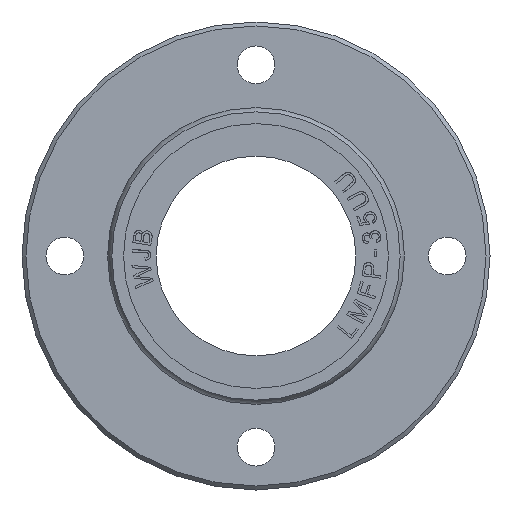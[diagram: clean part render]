
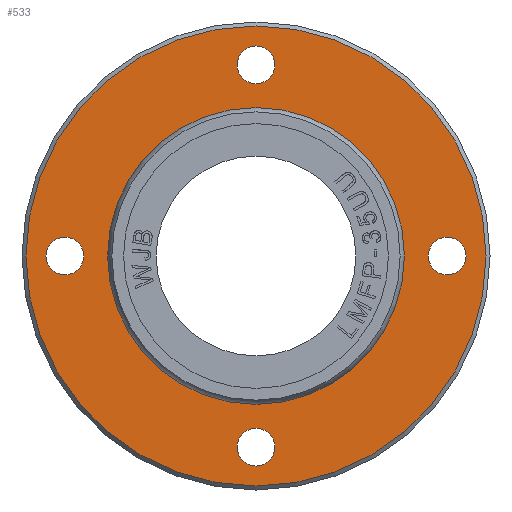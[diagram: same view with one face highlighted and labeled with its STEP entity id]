
A CAD part, left-side view. The second image highlights one B-rep face of the part: STEP entity #533.
In plain terms, the highlighted planar face has unit normal (-1, 0, 0).
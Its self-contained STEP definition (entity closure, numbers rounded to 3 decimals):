
#533=ADVANCED_FACE('',(#1255,#1256,#1257,#1258,#1259,#1260),#899,.T.);
#899=PLANE('',#6698);
#1156=CIRCLE('',#6689,40.3);
#1158=CIRCLE('',#6693,25.714);
#1159=CIRCLE('',#6694,3.3);
#1160=CIRCLE('',#6695,3.3);
#1161=CIRCLE('',#6696,3.3);
#1162=CIRCLE('',#6697,3.3);
#1255=FACE_BOUND('',#1374,.T.);
#1256=FACE_BOUND('',#1375,.T.);
#1257=FACE_BOUND('',#1376,.T.);
#1258=FACE_BOUND('',#1377,.T.);
#1259=FACE_BOUND('',#1378,.T.);
#1260=FACE_BOUND('',#1379,.T.);
#1374=EDGE_LOOP('',(#2491));
#1375=EDGE_LOOP('',(#2492));
#1376=EDGE_LOOP('',(#2493));
#1377=EDGE_LOOP('',(#2494));
#1378=EDGE_LOOP('',(#2495));
#1379=EDGE_LOOP('',(#2496));
#2491=ORIENTED_EDGE('',*,*,#4942,.F.);
#2492=ORIENTED_EDGE('',*,*,#4944,.F.);
#2493=ORIENTED_EDGE('',*,*,#4945,.T.);
#2494=ORIENTED_EDGE('',*,*,#4946,.T.);
#2495=ORIENTED_EDGE('',*,*,#4947,.T.);
#2496=ORIENTED_EDGE('',*,*,#4948,.T.);
#4320=VERTEX_POINT('',#10061);
#4322=VERTEX_POINT('',#10067);
#4323=VERTEX_POINT('',#10069);
#4324=VERTEX_POINT('',#10071);
#4325=VERTEX_POINT('',#10073);
#4326=VERTEX_POINT('',#10075);
#4942=EDGE_CURVE('',#4320,#4320,#1156,.T.);
#4944=EDGE_CURVE('',#4322,#4322,#1158,.T.);
#4945=EDGE_CURVE('',#4323,#4323,#1159,.T.);
#4946=EDGE_CURVE('',#4324,#4324,#1160,.T.);
#4947=EDGE_CURVE('',#4325,#4325,#1161,.T.);
#4948=EDGE_CURVE('',#4326,#4326,#1162,.T.);
#6689=AXIS2_PLACEMENT_3D('',#10060,#7255,#7256);
#6693=AXIS2_PLACEMENT_3D('',#10066,#7263,#7264);
#6694=AXIS2_PLACEMENT_3D('',#10068,#7265,#7266);
#6695=AXIS2_PLACEMENT_3D('',#10070,#7267,#7268);
#6696=AXIS2_PLACEMENT_3D('',#10072,#7269,#7270);
#6697=AXIS2_PLACEMENT_3D('',#10074,#7271,#7272);
#6698=AXIS2_PLACEMENT_3D('',#10076,#7273,#7274);
#7255=DIRECTION('',(1.,0.,0.));
#7256=DIRECTION('',(0.,0.,-1.));
#7263=DIRECTION('',(-1.,0.,0.));
#7264=DIRECTION('',(0.,0.,1.));
#7265=DIRECTION('',(1.,0.,0.));
#7266=DIRECTION('',(0.,1.,0.));
#7267=DIRECTION('',(1.,0.,0.));
#7268=DIRECTION('',(0.,1.,0.));
#7269=DIRECTION('',(1.,0.,0.));
#7270=DIRECTION('',(0.,1.,0.));
#7271=DIRECTION('',(1.,0.,0.));
#7272=DIRECTION('',(0.,1.,0.));
#7273=DIRECTION('',(-1.,0.,0.));
#7274=DIRECTION('',(0.,0.,1.));
#10060=CARTESIAN_POINT('',(10.,0.,0.));
#10061=CARTESIAN_POINT('',(10.,0.,40.3));
#10066=CARTESIAN_POINT('',(10.,0.,0.));
#10067=CARTESIAN_POINT('',(10.,0.,25.714));
#10068=CARTESIAN_POINT('',(10.,33.5,0.));
#10069=CARTESIAN_POINT('',(10.,30.2,0.));
#10070=CARTESIAN_POINT('',(10.,-33.5,0.));
#10071=CARTESIAN_POINT('',(10.,-36.8,0.));
#10072=CARTESIAN_POINT('',(10.,0.,33.5));
#10073=CARTESIAN_POINT('',(10.,-3.3,33.5));
#10074=CARTESIAN_POINT('',(10.,0.,-33.5));
#10075=CARTESIAN_POINT('',(10.,-3.3,-33.5));
#10076=CARTESIAN_POINT('',(10.,0.,33.357));
